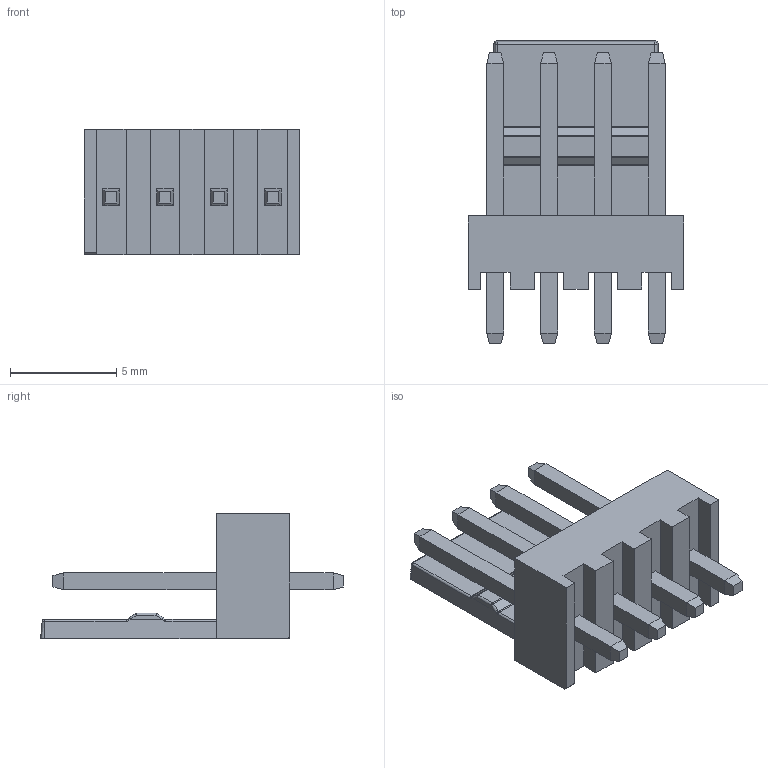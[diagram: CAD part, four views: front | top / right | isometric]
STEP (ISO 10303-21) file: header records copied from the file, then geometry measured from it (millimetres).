
FILE_DESCRIPTION (( 'STEP AP214' ), '1' );
FILE_NAME ('User Library-WF-4.STEP', '2014-10-28T15:10:20', ( 'Windows User' ), ( '' ), 'SwSTEP 2.0', 'SolidWorks 2014', '' );
FILE_SCHEMA (( 'AUTOMOTIVE_DESIGN' ));
Length unit declared in the file: millimetre
Products named in the file (1): User Library-WF-4
Bounding box: 10.16 x 14.28 x 5.9 mm (x, y, z)
Volume: 268.1 mm3; surface area: 545.4 mm2
Topology: 1 solids, 1 shells, 154 faces, 368 edges, 218 vertices
Faces by surface type: plane 123, cylinder 19, bspline 10, cone 2
Entity records: 6101 total; most frequent: CARTESIAN_POINT 928, ORIENTED_EDGE 728, DIRECTION 665, EDGE_CURVE 364, LINE 315, VECTOR 315, VERTEX_POINT 218, AXIS2_PLACEMENT_3D 175
